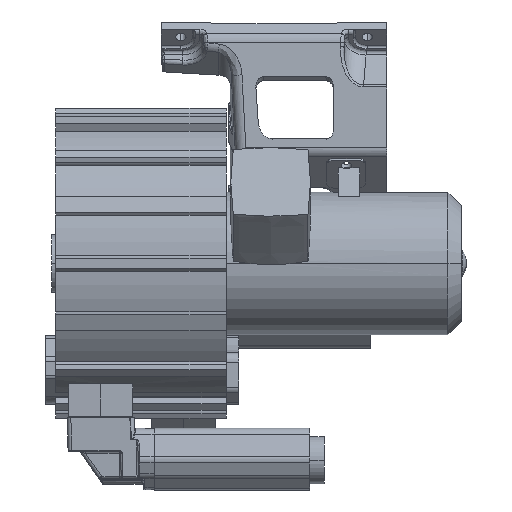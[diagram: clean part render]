
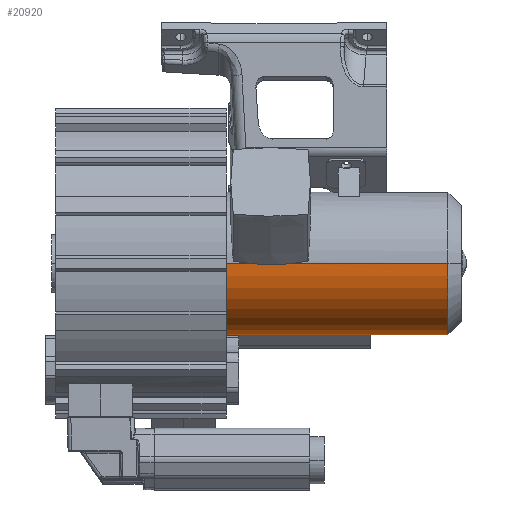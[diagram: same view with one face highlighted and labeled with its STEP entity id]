
A CAD part, left-side view. The second image highlights one B-rep face of the part: STEP entity #20920.
In plain terms, the highlighted cylindrical face has radius 100 mm (diameter 200 mm), a partial arc.
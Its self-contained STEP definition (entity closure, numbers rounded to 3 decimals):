
#5931=DIRECTION('',(0.,-1.,0.));
#5932=VECTOR('',#5931,30.166);
#5933=CARTESIAN_POINT('',(94.462,-212.79,
-32.818));
#5934=LINE('',#5933,#5932);
#5935=CARTESIAN_POINT('',(0.,-212.79,0.));
#5936=DIRECTION('',(0.,-1.,0.));
#5937=DIRECTION('',(0.945,0.,-0.328));
#5938=AXIS2_PLACEMENT_3D('',#5935,#5936,#5937);
#5940=DIRECTION('',(0.,-1.,0.));
#5941=VECTOR('',#5940,32.181);
#5942=CARTESIAN_POINT('',(-100.,-195.6,0.));
#5943=LINE('',#5942,#5941);
#5944=CARTESIAN_POINT('',(-100.,-227.781,0.));
#5945=CARTESIAN_POINT('',(-100.,-234.524,-0.763));
#5946=CARTESIAN_POINT('',(-99.984,-248.019,
-1.8));
#5947=CARTESIAN_POINT('',(-99.984,-268.404,
-1.797));
#5948=CARTESIAN_POINT('',(-100.,-281.876,-0.76));
#5949=CARTESIAN_POINT('',(-100.,-288.603,0.));
#5951=DIRECTION('',(0.,-1.,0.));
#5952=VECTOR('',#5951,218.797);
#5953=CARTESIAN_POINT('',(-100.,-288.603,0.));
#5954=LINE('',#5953,#5952);
#5955=CARTESIAN_POINT('',(0.,-507.4,0.));
#5956=DIRECTION('',(0.,-1.,0.));
#5957=DIRECTION('',(-1.,0.,0.));
#5958=AXIS2_PLACEMENT_3D('',#5955,#5956,#5957);
#5960=CARTESIAN_POINT('',(0.,-383.112,0.));
#5961=DIRECTION('',(0.,-1.,0.));
#5962=DIRECTION('',(0.945,0.,-0.328));
#5963=AXIS2_PLACEMENT_3D('',#5960,#5961,#5962);
#5965=DIRECTION('',(0.,-1.,0.));
#5966=VECTOR('',#5965,30.166);
#5967=CARTESIAN_POINT('',(94.462,-352.946,
-32.818));
#5968=LINE('',#5967,#5966);
#5969=CARTESIAN_POINT('',(0.,-352.946,0.));
#5970=DIRECTION('',(0.,-1.,0.));
#5971=DIRECTION('',(0.945,0.,-0.328));
#5972=AXIS2_PLACEMENT_3D('',#5969,#5970,#5971);
#5974=CARTESIAN_POINT('',(0.,-242.956,0.));
#5975=DIRECTION('',(0.,-1.,0.));
#5976=DIRECTION('',(0.945,0.,-0.328));
#5977=AXIS2_PLACEMENT_3D('',#5974,#5975,#5976);
#5984=DIRECTION('',(0.,-1.,0.));
#5985=VECTOR('',#5984,109.99);
#5986=CARTESIAN_POINT('',(100.,-242.956,0.));
#5987=LINE('',#5986,#5985);
#6002=DIRECTION('',(0.,-1.,0.));
#6003=VECTOR('',#6002,124.288);
#6004=CARTESIAN_POINT('',(100.,-383.112,0.));
#6005=LINE('',#6004,#6003);
#6011=CARTESIAN_POINT('',(-100.,-288.603,0.));
#6072=CARTESIAN_POINT('',(-100.,-227.781,0.));
#6074=DIRECTION('',(0.,-1.,0.));
#6075=VECTOR('',#6074,17.19);
#6076=CARTESIAN_POINT('',(100.,-195.6,0.));
#6077=LINE('',#6076,#6075);
#6876=CARTESIAN_POINT('',(0.,-195.6,0.));
#6877=DIRECTION('',(0.,-1.,0.));
#6878=DIRECTION('',(-1.,0.,0.));
#6879=AXIS2_PLACEMENT_3D('',#6876,#6877,#6878);
#9966=CARTESIAN_POINT('',(100.,-195.6,0.));
#9967=CARTESIAN_POINT('',(-100.,-195.6,0.));
#9968=VERTEX_POINT('',#9966);
#9969=VERTEX_POINT('',#9967);
#9974=CARTESIAN_POINT('',(-100.,-507.4,0.));
#9975=CARTESIAN_POINT('',(100.,-507.4,0.));
#9976=VERTEX_POINT('',#9974);
#9977=VERTEX_POINT('',#9975);
#9983=VERTEX_POINT('',#6072);
#9984=VERTEX_POINT('',#6011);
#11036=CARTESIAN_POINT('',(100.,-242.956,0.));
#11038=VERTEX_POINT('',#11036);
#11042=CARTESIAN_POINT('',(100.,-212.79,0.));
#11043=VERTEX_POINT('',#11042);
#11044=CARTESIAN_POINT('',(100.,-383.112,0.));
#11046=VERTEX_POINT('',#11044);
#11050=CARTESIAN_POINT('',(100.,-352.946,0.));
#11051=VERTEX_POINT('',#11050);
#11068=CARTESIAN_POINT('',(94.462,-212.79,
-32.818));
#11069=CARTESIAN_POINT('',(94.462,-242.956,
-32.818));
#11070=VERTEX_POINT('',#11068);
#11071=VERTEX_POINT('',#11069);
#11072=CARTESIAN_POINT('',(94.462,-352.946,
-32.818));
#11073=CARTESIAN_POINT('',(94.462,-383.112,
-32.818));
#11074=VERTEX_POINT('',#11072);
#11075=VERTEX_POINT('',#11073);
#20888=CARTESIAN_POINT('',(0.,-195.6,0.));
#20889=DIRECTION('',(0.,-1.,0.));
#20890=DIRECTION('',(1.,0.,0.));
#20891=AXIS2_PLACEMENT_3D('',#20888,#20889,#20890);
#20892=CYLINDRICAL_SURFACE('',#20891,100.);
#20893=ORIENTED_EDGE('',*,*,#20836,.F.);
#20894=ORIENTED_EDGE('',*,*,#20853,.T.);
#20896=ORIENTED_EDGE('',*,*,#20895,.F.);
#20898=ORIENTED_EDGE('',*,*,#20897,.F.);
#20900=ORIENTED_EDGE('',*,*,#20899,.T.);
#20902=ORIENTED_EDGE('',*,*,#20901,.T.);
#20904=ORIENTED_EDGE('',*,*,#20903,.T.);
#20906=ORIENTED_EDGE('',*,*,#20905,.T.);
#20908=ORIENTED_EDGE('',*,*,#20907,.F.);
#20910=ORIENTED_EDGE('',*,*,#20909,.F.);
#20912=ORIENTED_EDGE('',*,*,#20911,.F.);
#20914=ORIENTED_EDGE('',*,*,#20913,.T.);
#20916=ORIENTED_EDGE('',*,*,#20915,.F.);
#20917=ORIENTED_EDGE('',*,*,#20880,.F.);
#20918=EDGE_LOOP('',(#20893,#20894,#20896,#20898,#20900,#20902,#20904,#20906,
#20908,#20910,#20912,#20914,#20916,#20917));
#20919=FACE_OUTER_BOUND('',#20918,.F.);
#20920=ADVANCED_FACE('',(#20919),#20892,.T.);
#5939=CIRCLE('',#5938,100.);
#5950=B_SPLINE_CURVE_WITH_KNOTS('',3,(#5944,#5945,#5946,#5947,#5948,#5949),
.UNSPECIFIED.,.F.,.F.,(4,1,1,4),(0.,0.333,0.667,1.),
.UNSPECIFIED.);
#5959=CIRCLE('',#5958,100.);
#5964=CIRCLE('',#5963,100.);
#5973=CIRCLE('',#5972,100.);
#5978=CIRCLE('',#5977,100.);
#6880=CIRCLE('',#6879,100.);
#20836=EDGE_CURVE('',#11070,#11071,#5934,.T.);
#20853=EDGE_CURVE('',#11070,#11043,#5939,.T.);
#20880=EDGE_CURVE('',#11071,#11038,#5978,.T.);
#20895=EDGE_CURVE('',#9968,#11043,#6077,.T.);
#20897=EDGE_CURVE('',#9969,#9968,#6880,.T.);
#20899=EDGE_CURVE('',#9969,#9983,#5943,.T.);
#20901=EDGE_CURVE('',#9983,#9984,#5950,.T.);
#20903=EDGE_CURVE('',#9984,#9976,#5954,.T.);
#20905=EDGE_CURVE('',#9976,#9977,#5959,.T.);
#20907=EDGE_CURVE('',#11046,#9977,#6005,.T.);
#20909=EDGE_CURVE('',#11075,#11046,#5964,.T.);
#20911=EDGE_CURVE('',#11074,#11075,#5968,.T.);
#20913=EDGE_CURVE('',#11074,#11051,#5973,.T.);
#20915=EDGE_CURVE('',#11038,#11051,#5987,.T.);
